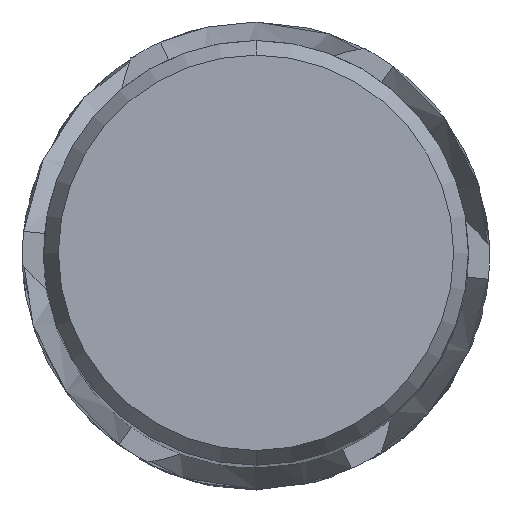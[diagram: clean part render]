
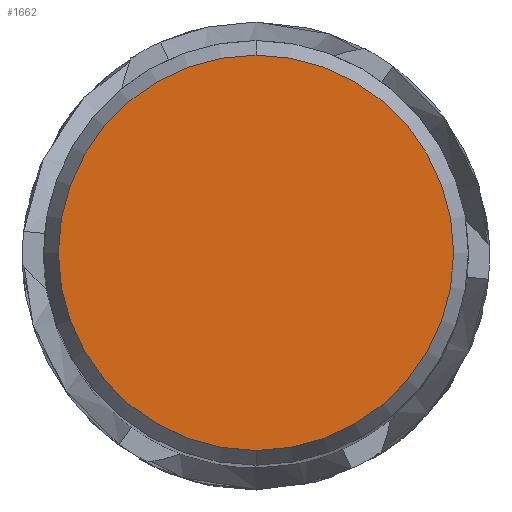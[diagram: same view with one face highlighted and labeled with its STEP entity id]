
A CAD part, top view. The second image highlights one B-rep face of the part: STEP entity #1662.
In plain terms, the highlighted planar face has unit normal (0, 0, 1).
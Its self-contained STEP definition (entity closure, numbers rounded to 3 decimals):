
#712=VERTEX_POINT('',#2092);
#788=VERTEX_POINT('',#2175);
#1004=EDGE_CURVE('',#712,#788,#2403,.T.);
#1662=ADVANCED_FACE('',(#3131),#3132,.T.);
#1894=EDGE_CURVE('',#788,#712,#3389,.T.);
#2092=CARTESIAN_POINT('',(0.,-9.307,0.0));
#2175=CARTESIAN_POINT('',(0.0,9.307,0.0));
#2403=CIRCLE('',#5120,9.307);
#3131=FACE_OUTER_BOUND('',#10904,.T.);
#3132=PLANE('',#10905);
#3389=CIRCLE('',#12135,9.307);
#5120=AXIS2_PLACEMENT_3D('',#13609,#13610,#13611);
#10904=EDGE_LOOP('',(#14477,#14478));
#10905=AXIS2_PLACEMENT_3D('',#14479,#14480,#14481);
#12135=AXIS2_PLACEMENT_3D('',#14781,#14782,#14783);
#13609=CARTESIAN_POINT('',(0.0,0.0,0.0));
#13610=DIRECTION('',(0.0,0.0,-1.0));
#13611=DIRECTION('',(0.0,1.0,0.0));
#14477=ORIENTED_EDGE('',*,*,#1894,.F.);
#14478=ORIENTED_EDGE('',*,*,#1004,.F.);
#14479=CARTESIAN_POINT('',(0.0,4.654,0.0));
#14480=DIRECTION('',(-0.0,0.0,1.0));
#14481=DIRECTION('',(0.0,-1.0,0.0));
#14781=CARTESIAN_POINT('',(0.0,0.0,0.0));
#14782=DIRECTION('',(0.0,0.0,-1.0));
#14783=DIRECTION('',(0.0,1.0,0.0));
